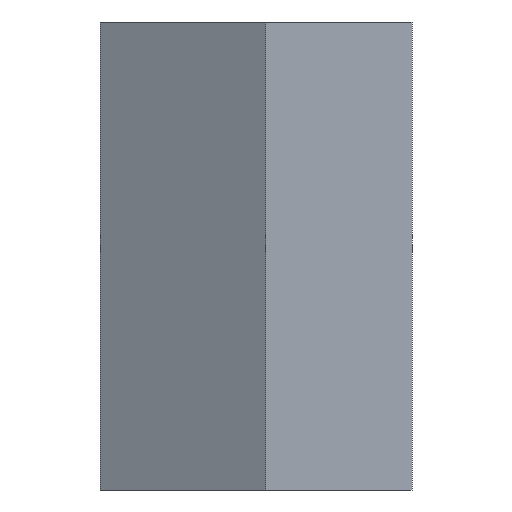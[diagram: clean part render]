
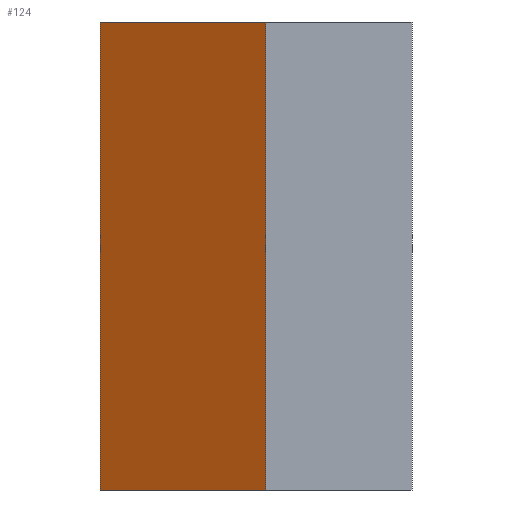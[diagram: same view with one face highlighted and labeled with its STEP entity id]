
A CAD part, left-side view. The second image highlights one B-rep face of the part: STEP entity #124.
In plain terms, the highlighted planar face has unit normal (-0.866, 0.5, 0).
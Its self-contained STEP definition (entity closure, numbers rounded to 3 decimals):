
#18=FACE_OUTER_BOUND('',#25,.T.);
#25=EDGE_LOOP('',(#94,#95,#96,#97));
#33=LINE('',#200,#48);
#36=LINE('',#206,#51);
#38=LINE('',#210,#53);
#39=LINE('',#211,#54);
#48=VECTOR('',#166,10.);
#51=VECTOR('',#171,10.);
#53=VECTOR('',#175,10.);
#54=VECTOR('',#176,10.);
#63=VERTEX_POINT('',#197);
#64=VERTEX_POINT('',#199);
#66=VERTEX_POINT('',#204);
#67=VERTEX_POINT('',#209);
#73=EDGE_CURVE('',#64,#63,#33,.T.);
#76=EDGE_CURVE('',#66,#63,#36,.T.);
#78=EDGE_CURVE('',#66,#67,#38,.T.);
#79=EDGE_CURVE('',#67,#64,#39,.T.);
#94=ORIENTED_EDGE('',*,*,#78,.T.);
#95=ORIENTED_EDGE('',*,*,#79,.T.);
#96=ORIENTED_EDGE('',*,*,#73,.T.);
#97=ORIENTED_EDGE('',*,*,#76,.F.);
#117=PLANE('',#154);
#124=ADVANCED_FACE('',(#18),#117,.T.);
#154=AXIS2_PLACEMENT_3D('',#208,#173,#174);
#166=DIRECTION('',(-0.5,-0.866,0.));
#171=DIRECTION('',(0.,0.,-1.));
#173=DIRECTION('center_axis',(-0.866,0.5,0.));
#174=DIRECTION('ref_axis',(0.,0.,1.));
#175=DIRECTION('',(0.5,0.866,0.));
#176=DIRECTION('',(0.,0.,-1.));
#197=CARTESIAN_POINT('',(-8.5,9.36,-15.));
#199=CARTESIAN_POINT('',(-2.357,20.,-15.));
#200=CARTESIAN_POINT('',(-8.5,9.36,-15.));
#204=CARTESIAN_POINT('',(-8.5,9.36,15.));
#206=CARTESIAN_POINT('',(-8.5,9.36,0.));
#208=CARTESIAN_POINT('Origin',(-8.5,9.36,0.));
#209=CARTESIAN_POINT('',(-2.357,20.,15.));
#210=CARTESIAN_POINT('',(-8.5,9.36,15.));
#211=CARTESIAN_POINT('',(-2.357,20.,0.));
